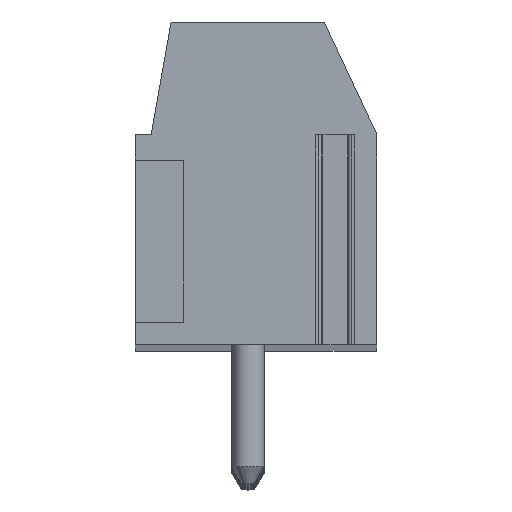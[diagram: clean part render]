
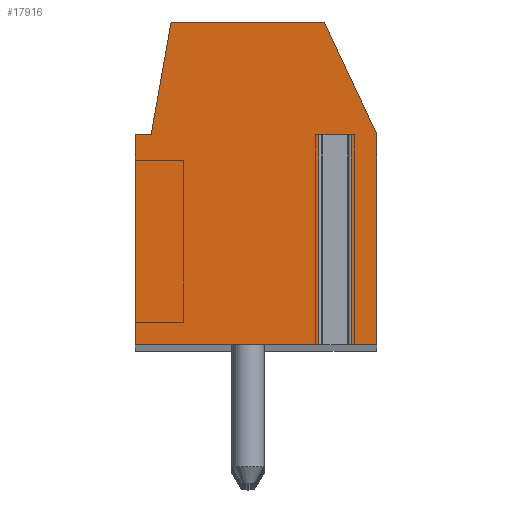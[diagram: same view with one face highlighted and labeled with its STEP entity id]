
A CAD part, top view. The second image highlights one B-rep face of the part: STEP entity #17916.
In plain terms, the highlighted planar face has unit normal (0, 0, 1).
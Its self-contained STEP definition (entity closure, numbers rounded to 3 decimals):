
#401=DIRECTION('',(-1.,0.,0.));
#402=VECTOR('',#401,0.996);
#403=CARTESIAN_POINT('',(2.948,1.5,117.5));
#404=LINE('',#403,#402);
#405=DIRECTION('',(0.,-1.,0.));
#406=VECTOR('',#405,6.5);
#407=CARTESIAN_POINT('',(1.952,1.5,117.5));
#408=LINE('',#407,#406);
#409=DIRECTION('',(1.,0.,0.));
#410=VECTOR('',#409,5.702);
#411=CARTESIAN_POINT('',(-3.75,-5.,117.5));
#412=LINE('',#411,#410);
#413=DIRECTION('',(0.,-1.,0.));
#414=VECTOR('',#413,6.5);
#415=CARTESIAN_POINT('',(-3.75,1.5,117.5));
#416=LINE('',#415,#414);
#417=DIRECTION('',(-1.,0.,0.));
#418=VECTOR('',#417,0.5);
#419=CARTESIAN_POINT('',(-3.25,1.5,117.5));
#420=LINE('',#419,#418);
#421=DIRECTION('',(-0.174,-0.985,0.));
#422=VECTOR('',#421,3.554);
#423=CARTESIAN_POINT('',(-2.633,5.,117.5));
#424=LINE('',#423,#422);
#425=DIRECTION('',(-1.,0.,0.));
#426=VECTOR('',#425,4.751);
#427=CARTESIAN_POINT('',(2.118,5.,117.5));
#428=LINE('',#427,#426);
#429=DIRECTION('',(-0.423,0.906,0.));
#430=VECTOR('',#429,3.862);
#431=CARTESIAN_POINT('',(3.75,1.5,117.5));
#432=LINE('',#431,#430);
#433=DIRECTION('',(0.,1.,0.));
#434=VECTOR('',#433,6.5);
#435=CARTESIAN_POINT('',(3.75,-5.,117.5));
#436=LINE('',#435,#434);
#437=DIRECTION('',(1.,0.,0.));
#438=VECTOR('',#437,0.802);
#439=CARTESIAN_POINT('',(2.948,-5.,117.5));
#440=LINE('',#439,#438);
#441=DIRECTION('',(0.,-1.,0.));
#442=VECTOR('',#441,6.5);
#443=CARTESIAN_POINT('',(2.948,1.5,117.5));
#444=LINE('',#443,#442);
#13855=CARTESIAN_POINT('',(3.75,-5.,117.5));
#13856=CARTESIAN_POINT('',(3.75,1.5,117.5));
#13857=VERTEX_POINT('',#13855);
#13858=VERTEX_POINT('',#13856);
#13859=CARTESIAN_POINT('',(2.118,5.,117.5));
#13860=VERTEX_POINT('',#13859);
#13861=CARTESIAN_POINT('',(-2.633,5.,117.5));
#13862=VERTEX_POINT('',#13861);
#13863=CARTESIAN_POINT('',(-3.25,1.5,117.5));
#13864=VERTEX_POINT('',#13863);
#13865=CARTESIAN_POINT('',(-3.75,1.5,117.5));
#13866=VERTEX_POINT('',#13865);
#13867=CARTESIAN_POINT('',(-3.75,-5.,117.5));
#13868=VERTEX_POINT('',#13867);
#13913=CARTESIAN_POINT('',(2.948,1.5,117.5));
#13914=CARTESIAN_POINT('',(1.952,1.5,117.5));
#13915=VERTEX_POINT('',#13913);
#13916=VERTEX_POINT('',#13914);
#13917=CARTESIAN_POINT('',(2.948,-5.,
117.5));
#13918=VERTEX_POINT('',#13917);
#13919=CARTESIAN_POINT('',(1.952,-5.,
117.5));
#13920=VERTEX_POINT('',#13919);
#17890=CARTESIAN_POINT('',(0.,0.,117.5));
#17891=DIRECTION('',(0.,0.,1.));
#17892=DIRECTION('',(1.,0.,0.));
#17893=AXIS2_PLACEMENT_3D('',#17890,#17891,#17892);
#17894=PLANE('',#17893);
#17896=ORIENTED_EDGE('',*,*,#17895,.T.);
#17898=ORIENTED_EDGE('',*,*,#17897,.T.);
#17899=ORIENTED_EDGE('',*,*,#17714,.F.);
#17901=ORIENTED_EDGE('',*,*,#17900,.F.);
#17903=ORIENTED_EDGE('',*,*,#17902,.F.);
#17905=ORIENTED_EDGE('',*,*,#17904,.F.);
#17907=ORIENTED_EDGE('',*,*,#17906,.F.);
#17909=ORIENTED_EDGE('',*,*,#17908,.F.);
#17911=ORIENTED_EDGE('',*,*,#17910,.F.);
#17912=ORIENTED_EDGE('',*,*,#17693,.F.);
#17913=ORIENTED_EDGE('',*,*,#17880,.F.);
#17914=EDGE_LOOP('',(#17896,#17898,#17899,#17901,#17903,#17905,#17907,#17909,
#17911,#17912,#17913));
#17915=FACE_OUTER_BOUND('',#17914,.F.);
#17693=EDGE_CURVE('',#13918,#13857,#440,.T.);
#17714=EDGE_CURVE('',#13868,#13920,#412,.T.);
#17880=EDGE_CURVE('',#13915,#13918,#444,.T.);
#17895=EDGE_CURVE('',#13915,#13916,#404,.T.);
#17897=EDGE_CURVE('',#13916,#13920,#408,.T.);
#17900=EDGE_CURVE('',#13866,#13868,#416,.T.);
#17902=EDGE_CURVE('',#13864,#13866,#420,.T.);
#17904=EDGE_CURVE('',#13862,#13864,#424,.T.);
#17906=EDGE_CURVE('',#13860,#13862,#428,.T.);
#17908=EDGE_CURVE('',#13858,#13860,#432,.T.);
#17910=EDGE_CURVE('',#13857,#13858,#436,.T.);
#17916=ADVANCED_FACE('',(#17915),#17894,.T.);
